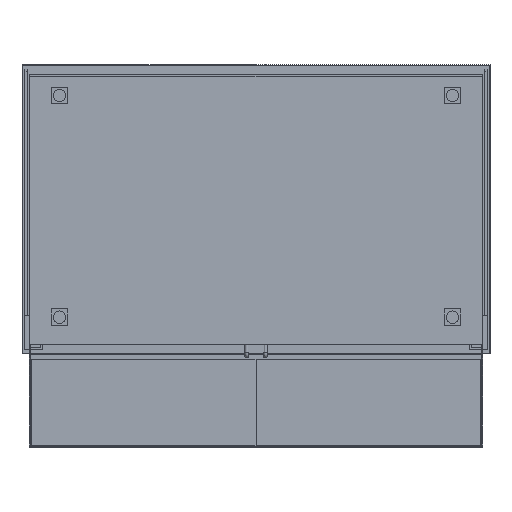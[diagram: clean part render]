
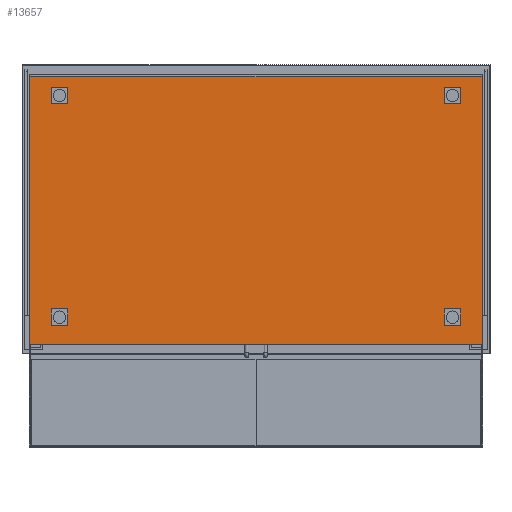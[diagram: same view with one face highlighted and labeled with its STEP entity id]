
A CAD part, front view. The second image highlights one B-rep face of the part: STEP entity #13657.
In plain terms, the highlighted planar face has unit normal (0, -1, 0).
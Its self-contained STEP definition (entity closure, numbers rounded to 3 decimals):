
#865 = CARTESIAN_POINT ( 'NONE',  ( 543.5, -498., 319. ) ) ;
#876 = VECTOR ( 'NONE', #14389, 1000. ) ;
#1250 = VECTOR ( 'NONE', #9698, 1000. ) ;
#1265 = EDGE_CURVE ( 'NONE', #6349, #2836, #5119, .T. ) ;
#1504 = EDGE_CURVE ( 'NONE', #10525, #7731, #4473, .T. ) ;
#1973 = PLANE ( 'NONE',  #2052 ) ;
#1998 = ORIENTED_EDGE ( 'NONE', *, *, #10225, .T. ) ;
#2052 = AXIS2_PLACEMENT_3D ( 'NONE', #4499, #12253, #11136 ) ;
#2804 = VECTOR ( 'NONE', #14390, 1000. ) ;
#2836 = VERTEX_POINT ( 'NONE', #3829 ) ;
#3114 = EDGE_CURVE ( 'NONE', #7731, #6349, #13538, .T. ) ;
#3829 = CARTESIAN_POINT ( 'NONE',  ( -543.5, -498., 319. ) ) ;
#4473 = LINE ( 'NONE', #10575, #2804 ) ;
#4499 = CARTESIAN_POINT ( 'NONE',  ( 0., -498., 0. ) ) ;
#5119 = LINE ( 'NONE', #8389, #6359 ) ;
#5278 = CARTESIAN_POINT ( 'NONE',  ( -543.5, -498., -324. ) ) ;
#6349 = VERTEX_POINT ( 'NONE', #865 ) ;
#6359 = VECTOR ( 'NONE', #9575, 1000. ) ;
#7731 = VERTEX_POINT ( 'NONE', #11591 ) ;
#8389 = CARTESIAN_POINT ( 'NONE',  ( 543.5, -498., 319. ) ) ;
#8872 = LINE ( 'NONE', #5278, #876 ) ;
#9575 = DIRECTION ( 'NONE',  ( -1., 0., 0. ) ) ;
#9663 = EDGE_LOOP ( 'NONE', ( #11126, #13274, #1998, #11658 ) ) ;
#9698 = DIRECTION ( 'NONE',  ( 0., 0., 1. ) ) ;
#10225 = EDGE_CURVE ( 'NONE', #2836, #10525, #8872, .T. ) ;
#10525 = VERTEX_POINT ( 'NONE', #14092 ) ;
#10575 = CARTESIAN_POINT ( 'NONE',  ( 543.5, -498., -324. ) ) ;
#11126 = ORIENTED_EDGE ( 'NONE', *, *, #3114, .T. ) ;
#11136 = DIRECTION ( 'NONE',  ( 0., 0., -1. ) ) ;
#11591 = CARTESIAN_POINT ( 'NONE',  ( 543.5, -498., -324. ) ) ;
#11658 = ORIENTED_EDGE ( 'NONE', *, *, #1504, .T. ) ;
#12253 = DIRECTION ( 'NONE',  ( 0., -1., 0. ) ) ;
#13274 = ORIENTED_EDGE ( 'NONE', *, *, #1265, .T. ) ;
#13538 = LINE ( 'NONE', #15261, #1250 ) ;
#13657 = ADVANCED_FACE ( 'NONE', ( #15517 ), #1973, .T. ) ;
#14092 = CARTESIAN_POINT ( 'NONE',  ( -543.5, -498., -324. ) ) ;
#14389 = DIRECTION ( 'NONE',  ( 0., 0., -1. ) ) ;
#14390 = DIRECTION ( 'NONE',  ( 1., 0., 0. ) ) ;
#15261 = CARTESIAN_POINT ( 'NONE',  ( 543.5, -498., -324. ) ) ;
#15517 = FACE_OUTER_BOUND ( 'NONE', #9663, .T. ) ;
